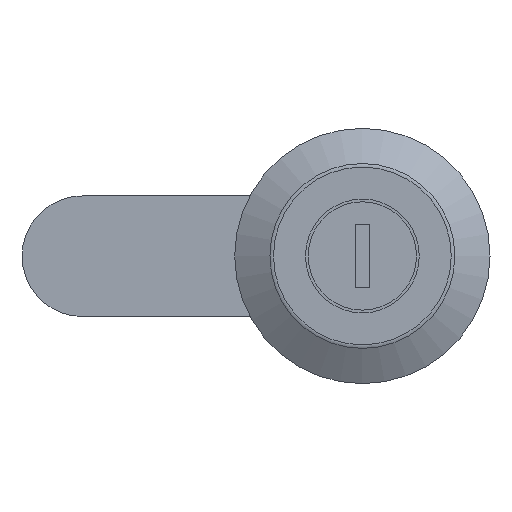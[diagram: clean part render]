
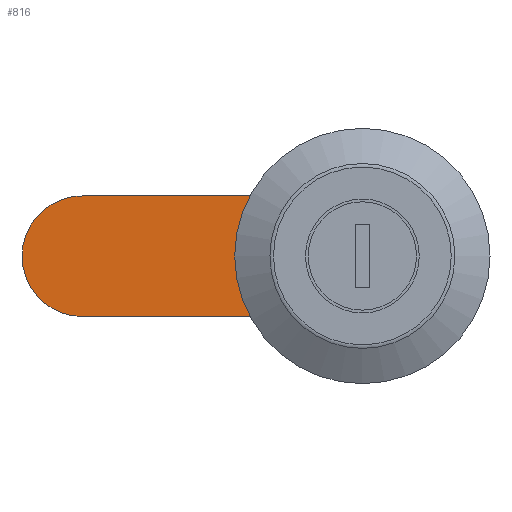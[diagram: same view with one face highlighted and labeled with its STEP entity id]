
A CAD part, top view. The second image highlights one B-rep face of the part: STEP entity #816.
In plain terms, the highlighted planar face has unit normal (0, 0, 1).
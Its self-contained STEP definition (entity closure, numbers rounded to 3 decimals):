
#8 = VERTEX_POINT ( 'NONE', #1360 ) ;
#32 = ORIENTED_EDGE ( 'NONE', *, *, #261, .F. ) ;
#34 = EDGE_CURVE ( 'NONE', #1237, #8, #1838, .T. ) ;
#101 = FACE_OUTER_BOUND ( 'NONE', #1558, .T. ) ;
#102 = AXIS2_PLACEMENT_3D ( 'NONE', #968, #1120, #224 ) ;
#136 = DIRECTION ( 'NONE',  ( 0., 0., -1. ) ) ;
#224 = DIRECTION ( 'NONE',  ( 1., 0., 0. ) ) ;
#261 = EDGE_CURVE ( 'NONE', #8, #1681, #595, .T. ) ;
#375 = CARTESIAN_POINT ( 'NONE',  ( -15.215, 8.5, -20.003 ) ) ;
#388 = LINE ( 'NONE', #375, #1560 ) ;
#409 = CARTESIAN_POINT ( 'NONE',  ( -15.609, 8.5, -20.003 ) ) ;
#463 = LINE ( 'NONE', #409, #1168 ) ;
#542 = ORIENTED_EDGE ( 'NONE', *, *, #1518, .F. ) ;
#595 = CIRCLE ( 'NONE', #1320, 8.5 ) ;
#620 = DIRECTION ( 'NONE',  ( -1., 0., 0. ) ) ;
#816 = ADVANCED_FACE ( 'NONE', ( #101 ), #1849, .T. ) ;
#968 = CARTESIAN_POINT ( 'NONE',  ( -39.5, 0., -20.003 ) ) ;
#1031 = CARTESIAN_POINT ( 'NONE',  ( -39.5, 0., -20.003 ) ) ;
#1062 = CARTESIAN_POINT ( 'NONE',  ( -39.5, -8.5, -20.003 ) ) ;
#1063 = VECTOR ( 'NONE', #620, 1000. ) ;
#1120 = DIRECTION ( 'NONE',  ( 0., 0., 1. ) ) ;
#1160 = CARTESIAN_POINT ( 'NONE',  ( -15.609, 8.5, -20.003 ) ) ;
#1168 = VECTOR ( 'NONE', #1297, 1000. ) ;
#1192 = DIRECTION ( 'NONE',  ( 1., 0., 0. ) ) ;
#1237 = VERTEX_POINT ( 'NONE', #1820 ) ;
#1271 = DIRECTION ( 'NONE',  ( 1., 0., 0. ) ) ;
#1297 = DIRECTION ( 'NONE',  ( 0., -1., 0. ) ) ;
#1320 = AXIS2_PLACEMENT_3D ( 'NONE', #1031, #136, #1192 ) ;
#1360 = CARTESIAN_POINT ( 'NONE',  ( -39.5, -8.5, -20.003 ) ) ;
#1436 = ORIENTED_EDGE ( 'NONE', *, *, #34, .F. ) ;
#1515 = ORIENTED_EDGE ( 'NONE', *, *, #1574, .F. ) ;
#1518 = EDGE_CURVE ( 'NONE', #1681, #1622, #388, .T. ) ;
#1558 = EDGE_LOOP ( 'NONE', ( #1436, #1515, #542, #32 ) ) ;
#1560 = VECTOR ( 'NONE', #1271, 1000. ) ;
#1574 = EDGE_CURVE ( 'NONE', #1622, #1237, #463, .T. ) ;
#1622 = VERTEX_POINT ( 'NONE', #1160 ) ;
#1649 = CARTESIAN_POINT ( 'NONE',  ( -39.5, 8.5, -20.003 ) ) ;
#1681 = VERTEX_POINT ( 'NONE', #1649 ) ;
#1820 = CARTESIAN_POINT ( 'NONE',  ( -15.609, -8.5, -20.003 ) ) ;
#1838 = LINE ( 'NONE', #1062, #1063 ) ;
#1849 = PLANE ( 'NONE',  #102 ) ;
